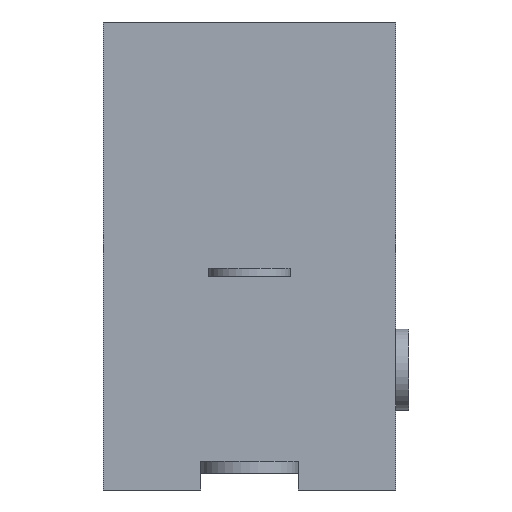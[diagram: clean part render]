
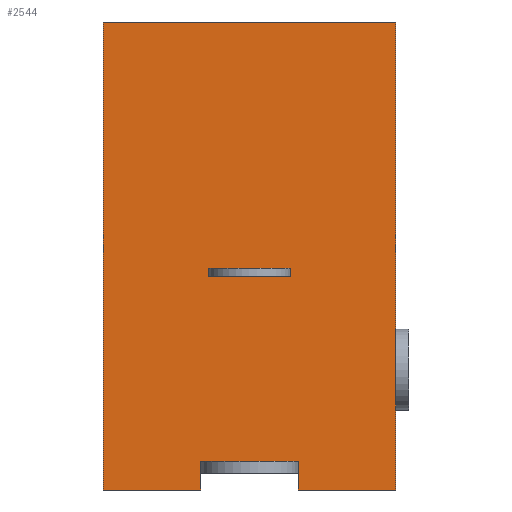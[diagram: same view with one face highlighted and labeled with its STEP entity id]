
A CAD part, front view. The second image highlights one B-rep face of the part: STEP entity #2544.
In plain terms, the highlighted planar face has unit normal (0, -1, 0).
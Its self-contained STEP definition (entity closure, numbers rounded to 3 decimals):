
#70 = CARTESIAN_POINT ( 'NONE',  ( -4.5, -5.5, -7.2 ) ) ;
#124 = LINE ( 'NONE', #1868, #1539 ) ;
#154 = LINE ( 'NONE', #249, #1373 ) ;
#220 = ORIENTED_EDGE ( 'NONE', *, *, #1139, .F. ) ;
#249 = CARTESIAN_POINT ( 'NONE',  ( 4.5, -5.5, -6.32 ) ) ;
#329 = PLANE ( 'NONE',  #1240 ) ;
#498 = LINE ( 'NONE', #1515, #682 ) ;
#545 = VECTOR ( 'NONE', #1650, 1000. ) ;
#603 = CARTESIAN_POINT ( 'NONE',  ( -4.5, -5.5, 7.2 ) ) ;
#638 = VERTEX_POINT ( 'NONE', #1652 ) ;
#651 = VECTOR ( 'NONE', #2212, 1000. ) ;
#682 = VECTOR ( 'NONE', #2855, 1000. ) ;
#710 = CARTESIAN_POINT ( 'NONE',  ( 1.5, -5.5, -6.32 ) ) ;
#776 = DIRECTION ( 'NONE',  ( -1., 0., 0. ) ) ;
#805 = CARTESIAN_POINT ( 'NONE',  ( -1.5, -5.5, -7.2 ) ) ;
#822 = EDGE_CURVE ( 'NONE', #638, #2536, #498, .T. ) ;
#825 = FACE_OUTER_BOUND ( 'NONE', #1399, .T. ) ;
#932 = ORIENTED_EDGE ( 'NONE', *, *, #2821, .F. ) ;
#981 = LINE ( 'NONE', #1713, #2010 ) ;
#1038 = LINE ( 'NONE', #1935, #2717 ) ;
#1137 = CARTESIAN_POINT ( 'NONE',  ( 1.5, -5.5, -7.2 ) ) ;
#1139 = EDGE_CURVE ( 'NONE', #2536, #2806, #2002, .T. ) ;
#1175 = DIRECTION ( 'NONE',  ( 0., 0., 1. ) ) ;
#1240 = AXIS2_PLACEMENT_3D ( 'NONE', #603, #2225, #1175 ) ;
#1373 = VECTOR ( 'NONE', #776, 1000. ) ;
#1399 = EDGE_LOOP ( 'NONE', ( #1503, #2576, #2449, #932, #220, #2108, #3456, #2303 ) ) ;
#1503 = ORIENTED_EDGE ( 'NONE', *, *, #2979, .T. ) ;
#1515 = CARTESIAN_POINT ( 'NONE',  ( 1.5, -5.5, -7.2 ) ) ;
#1518 = VERTEX_POINT ( 'NONE', #70 ) ;
#1539 = VECTOR ( 'NONE', #2987, 1000. ) ;
#1650 = DIRECTION ( 'NONE',  ( 0., 0., 1. ) ) ;
#1652 = CARTESIAN_POINT ( 'NONE',  ( 4.5, -5.5, -7.2 ) ) ;
#1700 = DIRECTION ( 'NONE',  ( 0., 0., 1. ) ) ;
#1713 = CARTESIAN_POINT ( 'NONE',  ( -1.5, -5.5, -11.443 ) ) ;
#1868 = CARTESIAN_POINT ( 'NONE',  ( -4.5, -5.5, 7.2 ) ) ;
#1883 = VECTOR ( 'NONE', #2255, 1000. ) ;
#1898 = VERTEX_POINT ( 'NONE', #2580 ) ;
#1935 = CARTESIAN_POINT ( 'NONE',  ( -4.5, -5.5, 7.2 ) ) ;
#2002 = LINE ( 'NONE', #2208, #545 ) ;
#2010 = VECTOR ( 'NONE', #1700, 1000. ) ;
#2108 = ORIENTED_EDGE ( 'NONE', *, *, #822, .F. ) ;
#2132 = VERTEX_POINT ( 'NONE', #2193 ) ;
#2193 = CARTESIAN_POINT ( 'NONE',  ( 4.5, -5.5, 7.2 ) ) ;
#2208 = CARTESIAN_POINT ( 'NONE',  ( 1.5, -5.5, -11.443 ) ) ;
#2209 = DIRECTION ( 'NONE',  ( 0., 0., -1. ) ) ;
#2212 = DIRECTION ( 'NONE',  ( -1., 0., 0. ) ) ;
#2217 = LINE ( 'NONE', #805, #651 ) ;
#2225 = DIRECTION ( 'NONE',  ( 0., 1., 0. ) ) ;
#2226 = VERTEX_POINT ( 'NONE', #3314 ) ;
#2237 = CARTESIAN_POINT ( 'NONE',  ( -4.5, -5.5, 7.2 ) ) ;
#2255 = DIRECTION ( 'NONE',  ( 0., 0., -1. ) ) ;
#2303 = ORIENTED_EDGE ( 'NONE', *, *, #2396, .F. ) ;
#2396 = EDGE_CURVE ( 'NONE', #3034, #2132, #124, .T. ) ;
#2449 = ORIENTED_EDGE ( 'NONE', *, *, #3432, .T. ) ;
#2536 = VERTEX_POINT ( 'NONE', #1137 ) ;
#2544 = ADVANCED_FACE ( 'NONE', ( #825 ), #329, .F. ) ;
#2576 = ORIENTED_EDGE ( 'NONE', *, *, #3341, .F. ) ;
#2580 = CARTESIAN_POINT ( 'NONE',  ( -1.5, -5.5, -7.2 ) ) ;
#2717 = VECTOR ( 'NONE', #2209, 1000. ) ;
#2806 = VERTEX_POINT ( 'NONE', #710 ) ;
#2821 = EDGE_CURVE ( 'NONE', #2806, #2226, #154, .T. ) ;
#2855 = DIRECTION ( 'NONE',  ( -1., 0., 0. ) ) ;
#2979 = EDGE_CURVE ( 'NONE', #3034, #1518, #1038, .T. ) ;
#2987 = DIRECTION ( 'NONE',  ( 1., 0., 0. ) ) ;
#3034 = VERTEX_POINT ( 'NONE', #2237 ) ;
#3071 = CARTESIAN_POINT ( 'NONE',  ( 4.5, -5.5, 7.2 ) ) ;
#3232 = LINE ( 'NONE', #3071, #1883 ) ;
#3314 = CARTESIAN_POINT ( 'NONE',  ( -1.5, -5.5, -6.32 ) ) ;
#3341 = EDGE_CURVE ( 'NONE', #1898, #1518, #2217, .T. ) ;
#3432 = EDGE_CURVE ( 'NONE', #1898, #2226, #981, .T. ) ;
#3456 = ORIENTED_EDGE ( 'NONE', *, *, #3482, .F. ) ;
#3482 = EDGE_CURVE ( 'NONE', #2132, #638, #3232, .T. ) ;
